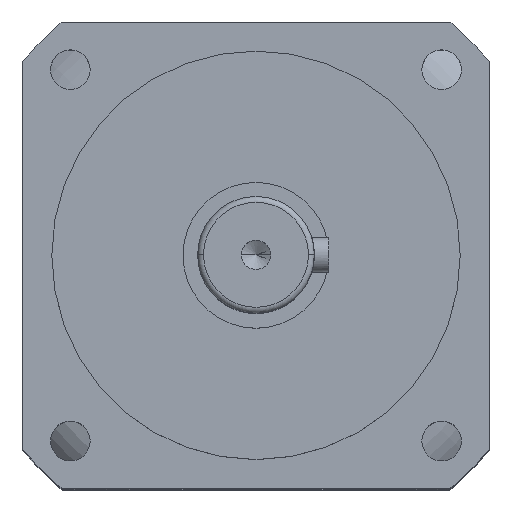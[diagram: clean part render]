
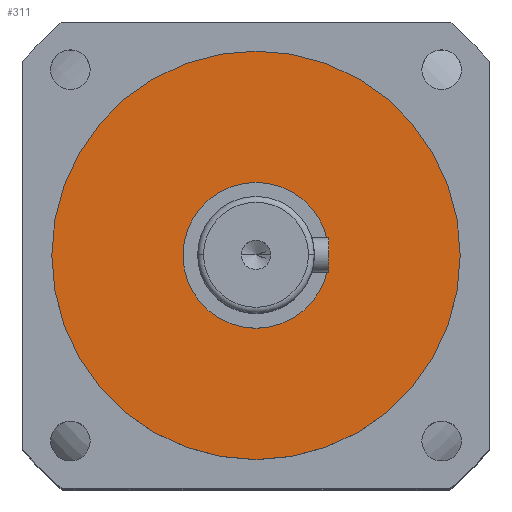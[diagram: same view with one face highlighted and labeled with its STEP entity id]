
A CAD part, top view. The second image highlights one B-rep face of the part: STEP entity #311.
In plain terms, the highlighted planar face has unit normal (0, 0, 1).
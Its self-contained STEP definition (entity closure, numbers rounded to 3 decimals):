
#62 = CARTESIAN_POINT ( 'NONE',  ( 12.5, 0., -50. ) ) ;
#190 = VERTEX_POINT ( 'NONE', #1175 ) ;
#311 = ADVANCED_FACE ( 'NONE', ( #549, #5392 ), #1004, .F. ) ;
#339 = AXIS2_PLACEMENT_3D ( 'NONE', #1940, #4236, #3274 ) ;
#350 = CARTESIAN_POINT ( 'NONE',  ( 0., 0., -50. ) ) ;
#540 = EDGE_LOOP ( 'NONE', ( #885, #1756 ) ) ;
#541 = CARTESIAN_POINT ( 'NONE',  ( 0., 0., -50. ) ) ;
#549 = FACE_BOUND ( 'NONE', #3532, .T. ) ;
#844 = DIRECTION ( 'NONE',  ( 1., 0., 0. ) ) ;
#885 = ORIENTED_EDGE ( 'NONE', *, *, #4574, .T. ) ;
#1004 = PLANE ( 'NONE',  #339 ) ;
#1007 = ORIENTED_EDGE ( 'NONE', *, *, #1577, .F. ) ;
#1028 = AXIS2_PLACEMENT_3D ( 'NONE', #2889, #6394, #3408 ) ;
#1175 = CARTESIAN_POINT ( 'NONE',  ( 35., 0., -50. ) ) ;
#1319 = AXIS2_PLACEMENT_3D ( 'NONE', #541, #2392, #5904 ) ;
#1424 = CIRCLE ( 'NONE', #1028, 35. ) ;
#1537 = CARTESIAN_POINT ( 'NONE',  ( 0., 0., -50. ) ) ;
#1577 = EDGE_CURVE ( 'NONE', #4072, #4192, #4986, .T. ) ;
#1705 = EDGE_CURVE ( 'NONE', #3244, #190, #4265, .T. ) ;
#1756 = ORIENTED_EDGE ( 'NONE', *, *, #1705, .T. ) ;
#1903 = CARTESIAN_POINT ( 'NONE',  ( -35., 0., -50. ) ) ;
#1940 = CARTESIAN_POINT ( 'NONE',  ( 0., 35., -50. ) ) ;
#2035 = DIRECTION ( 'NONE',  ( 1., 0., 0. ) ) ;
#2211 = CIRCLE ( 'NONE', #3415, 12.5 ) ;
#2392 = DIRECTION ( 'NONE',  ( 0., 0., 1. ) ) ;
#2442 = CARTESIAN_POINT ( 'NONE',  ( -12.5, 0., -50. ) ) ;
#2869 = AXIS2_PLACEMENT_3D ( 'NONE', #1537, #5053, #2035 ) ;
#2889 = CARTESIAN_POINT ( 'NONE',  ( 0., 0., -50. ) ) ;
#3244 = VERTEX_POINT ( 'NONE', #1903 ) ;
#3274 = DIRECTION ( 'NONE',  ( -1., 0., 0. ) ) ;
#3408 = DIRECTION ( 'NONE',  ( 1., 0., 0. ) ) ;
#3415 = AXIS2_PLACEMENT_3D ( 'NONE', #350, #3839, #844 ) ;
#3532 = EDGE_LOOP ( 'NONE', ( #4796, #1007 ) ) ;
#3839 = DIRECTION ( 'NONE',  ( 0., 0., 1. ) ) ;
#4072 = VERTEX_POINT ( 'NONE', #2442 ) ;
#4192 = VERTEX_POINT ( 'NONE', #62 ) ;
#4236 = DIRECTION ( 'NONE',  ( 0., 0., -1. ) ) ;
#4265 = CIRCLE ( 'NONE', #2869, 35. ) ;
#4519 = EDGE_CURVE ( 'NONE', #4192, #4072, #2211, .T. ) ;
#4574 = EDGE_CURVE ( 'NONE', #190, #3244, #1424, .T. ) ;
#4796 = ORIENTED_EDGE ( 'NONE', *, *, #4519, .F. ) ;
#4986 = CIRCLE ( 'NONE', #1319, 12.5 ) ;
#5053 = DIRECTION ( 'NONE',  ( 0., 0., 1. ) ) ;
#5392 = FACE_OUTER_BOUND ( 'NONE', #540, .T. ) ;
#5904 = DIRECTION ( 'NONE',  ( 1., 0., 0. ) ) ;
#6394 = DIRECTION ( 'NONE',  ( 0., 0., 1. ) ) ;
